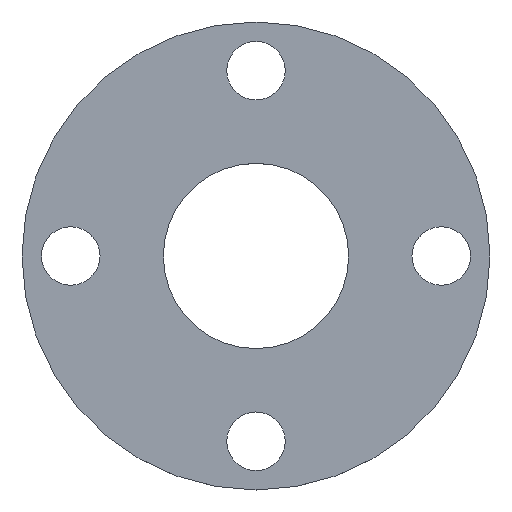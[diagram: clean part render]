
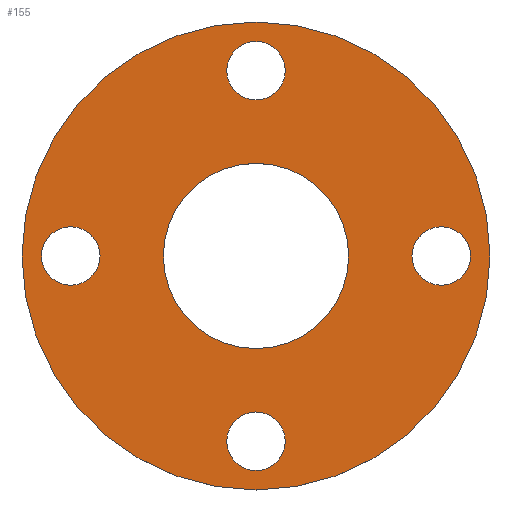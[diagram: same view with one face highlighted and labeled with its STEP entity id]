
A CAD part, top view. The second image highlights one B-rep face of the part: STEP entity #155.
In plain terms, the highlighted planar face has unit normal (0, 0, 1).
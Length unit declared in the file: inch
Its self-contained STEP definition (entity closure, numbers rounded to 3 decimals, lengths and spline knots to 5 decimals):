
#15=FACE_BOUND('',#42,.T.);
#16=FACE_BOUND('',#43,.T.);
#17=FACE_BOUND('',#44,.T.);
#18=FACE_BOUND('',#45,.T.);
#19=FACE_BOUND('',#46,.T.);
#25=PLANE('',#195);
#33=FACE_OUTER_BOUND('',#41,.T.);
#41=EDGE_LOOP('',(#131));
#42=EDGE_LOOP('',(#132));
#43=EDGE_LOOP('',(#133));
#44=EDGE_LOOP('',(#134));
#45=EDGE_LOOP('',(#135));
#46=EDGE_LOOP('',(#136));
#66=CIRCLE('',#179,1.1875);
#68=CIRCLE('',#182,0.375);
#70=CIRCLE('',#185,0.375);
#72=CIRCLE('',#188,0.375);
#74=CIRCLE('',#191,0.375);
#75=CIRCLE('',#193,3.);
#78=VERTEX_POINT('',#249);
#80=VERTEX_POINT('',#255);
#82=VERTEX_POINT('',#261);
#84=VERTEX_POINT('',#267);
#86=VERTEX_POINT('',#273);
#87=VERTEX_POINT('',#277);
#91=EDGE_CURVE('',#78,#78,#66,.T.);
#94=EDGE_CURVE('',#80,#80,#68,.T.);
#97=EDGE_CURVE('',#82,#82,#70,.T.);
#100=EDGE_CURVE('',#84,#84,#72,.T.);
#103=EDGE_CURVE('',#86,#86,#74,.T.);
#104=EDGE_CURVE('',#87,#87,#75,.T.);
#131=ORIENTED_EDGE('',*,*,#104,.F.);
#132=ORIENTED_EDGE('',*,*,#91,.T.);
#133=ORIENTED_EDGE('',*,*,#94,.T.);
#134=ORIENTED_EDGE('',*,*,#97,.T.);
#135=ORIENTED_EDGE('',*,*,#100,.T.);
#136=ORIENTED_EDGE('',*,*,#103,.T.);
#155=ADVANCED_FACE('',(#33,#15,#16,#17,#18,#19),#25,.F.);
#179=AXIS2_PLACEMENT_3D('',#251,#204,#205);
#182=AXIS2_PLACEMENT_3D('',#257,#211,#212);
#185=AXIS2_PLACEMENT_3D('',#263,#218,#219);
#188=AXIS2_PLACEMENT_3D('',#269,#225,#226);
#191=AXIS2_PLACEMENT_3D('',#275,#232,#233);
#193=AXIS2_PLACEMENT_3D('',#278,#236,#237);
#195=AXIS2_PLACEMENT_3D('',#282,#241,#242);
#204=DIRECTION('center_axis',(0.,0.,-1.));
#205=DIRECTION('ref_axis',(-1.,0.,0.));
#211=DIRECTION('center_axis',(0.,0.,-1.));
#212=DIRECTION('ref_axis',(-1.,0.,0.));
#218=DIRECTION('center_axis',(0.,0.,-1.));
#219=DIRECTION('ref_axis',(-1.,0.,0.));
#225=DIRECTION('center_axis',(0.,0.,-1.));
#226=DIRECTION('ref_axis',(-1.,0.,0.));
#232=DIRECTION('center_axis',(0.,0.,-1.));
#233=DIRECTION('ref_axis',(-1.,0.,0.));
#236=DIRECTION('center_axis',(0.,0.,-1.));
#237=DIRECTION('ref_axis',(-1.,0.,0.));
#241=DIRECTION('center_axis',(0.,0.,-1.));
#242=DIRECTION('ref_axis',(-1.,0.,0.));
#249=CARTESIAN_POINT('',(1.1875,0.,0.118));
#251=CARTESIAN_POINT('Origin',(0.,0.,0.118));
#255=CARTESIAN_POINT('',(2.75,0.,0.118));
#257=CARTESIAN_POINT('Origin',(2.375,0.,0.118));
#261=CARTESIAN_POINT('',(0.375,-2.375,0.118));
#263=CARTESIAN_POINT('Origin',(0.,-2.375,0.118));
#267=CARTESIAN_POINT('',(-2.,0.,0.118));
#269=CARTESIAN_POINT('Origin',(-2.375,0.,0.118));
#273=CARTESIAN_POINT('',(0.375,2.375,0.118));
#275=CARTESIAN_POINT('Origin',(0.,2.375,0.118));
#277=CARTESIAN_POINT('',(3.,0.,0.118));
#278=CARTESIAN_POINT('Origin',(0.,0.,0.118));
#282=CARTESIAN_POINT('Origin',(0.,0.,0.118));
